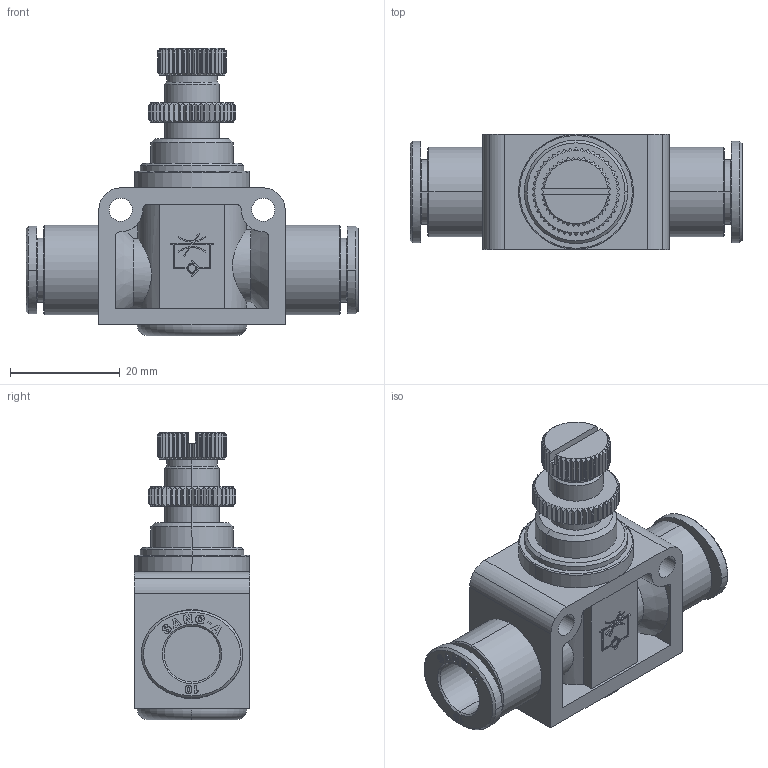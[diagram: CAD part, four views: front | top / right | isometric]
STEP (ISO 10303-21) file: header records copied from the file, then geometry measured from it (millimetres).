
FILE_DESCRIPTION((''),'2;1');
FILE_NAME('GNSF 10(3D).stp','2012-12-17T13:49:15',(''),(''),'Mechanical Desktop.R8.0.24.0','Mechanical Desktop.R8.0.24.0',', , ');
FILE_SCHEMA(('CONFIG_CONTROL_DESIGN'));
Length unit declared in the file: millimetre
Products named in the file (2): GNSF 10(3D); ºÎÇ°1
Assembly tree (1 placements, depth 2):
  GNSF 10(3D)
    ºÎÇ°1
Bounding box: 60.6 x 21 x 52.5 mm (x, y, z)
Volume: 21501.9 mm3; surface area: 10188.4 mm2
Topology: 1 solids, 1 shells, 1412 faces, 3890 edges, 2523 vertices
Faces by surface type: plane 1013, cylinder 257, cone 122, bspline 16, torus 4
Entity records: 45695 total; most frequent: CARTESIAN_POINT 10807, ORIENTED_EDGE 7780, DIRECTION 6593, EDGE_CURVE 3890, VECTOR 2845, LINE 2845, VERTEX_POINT 2523, AXIS2_PLACEMENT_3D 1874
